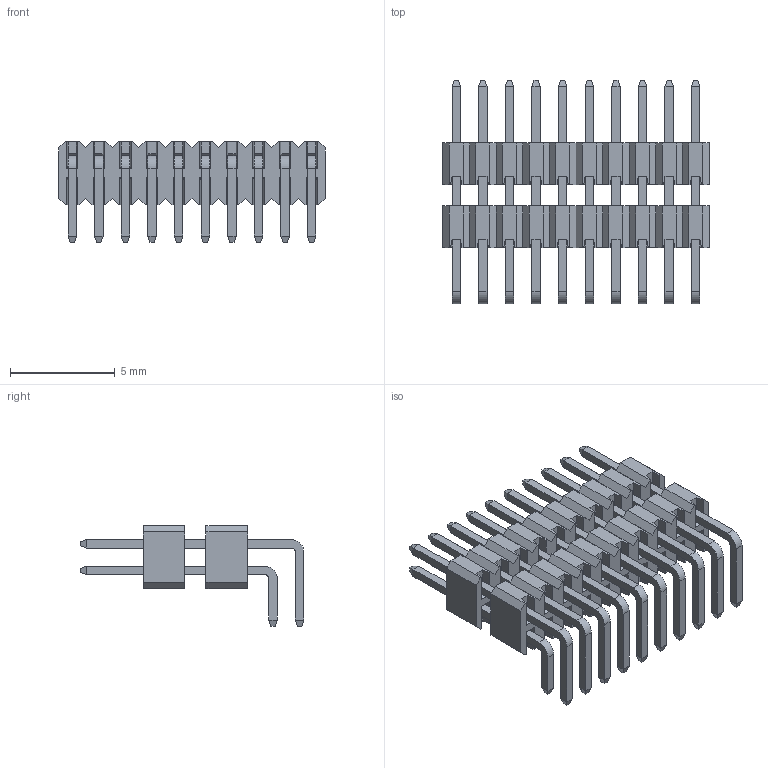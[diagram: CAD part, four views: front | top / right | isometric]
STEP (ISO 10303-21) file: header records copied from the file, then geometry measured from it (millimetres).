
FILE_DESCRIPTION( ('This file contains a STEP AP42 implementation' ,'as created by ZW3D STEP Interface translator.') ,'2;1' );
FILE_NAME( '1320-22XXXXR117XXXX(側醱俔)(肮砃).stp' ,'23 317. 93041', (''), ('ZWCAD Software Co.'), 'Version 1.0', 'ZW3D to STEP translator', '' );
FILE_SCHEMA(('AUTOMOTIVE_DESIGN { 1 0 10303 214 1 1 1 1 }'));
Length unit declared in the file: millimetre
Products named in the file (2): 0; 1320-2210XXR117XXXX(側醱俔)(肮砃)
Bounding box: 12.7 x 10.67 x 4.8 mm (x, y, z)
Volume: 166.5 mm3; surface area: 816.8 mm2
Topology: 22 solids, 22 shells, 828 faces, 2232 edges, 1408 vertices
Faces by surface type: plane 788, cylinder 40
Entity records: 26139 total; most frequent: CARTESIAN_POINT 4469, ORIENTED_EDGE 4464, DIRECTION 3970, EDGE_CURVE 2232, VECTOR 2152, LINE 2152, VERTEX_POINT 1408, AXIS2_PLACEMENT_3D 909
